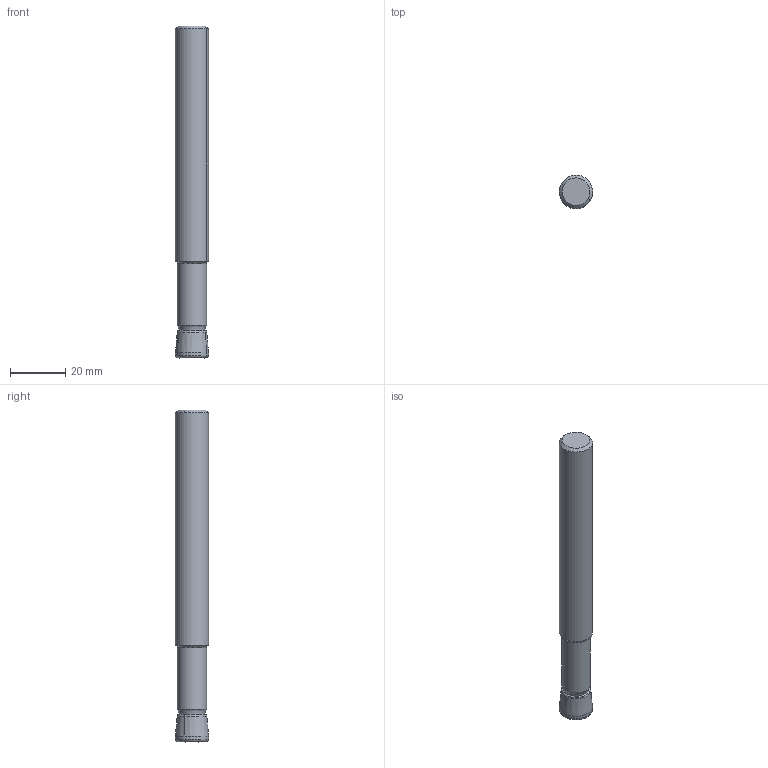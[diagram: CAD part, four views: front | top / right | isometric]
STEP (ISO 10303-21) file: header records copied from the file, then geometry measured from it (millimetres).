
FILE_DESCRIPTION(('CATIA V5 STEP Exchange'),'2;1');
FILE_NAME('Bm57874-FT_Kollisionsmodell_CEB00 TE12.012 Z02 120.stp','2019-08-28T11:23:23+00:00',('none'),('none'),'CATIA Version 5-6 Release 2016 SP5 HF39','CATIA V5 STEP AP203','none');
FILE_SCHEMA(('CONFIG_CONTROL_DESIGN'));
Length unit declared in the file: millimetre
Products named in the file (1): Part2
Bounding box: 12 x 12 x 120 mm (x, y, z)
Volume: 12750.2 mm3; surface area: 4601.2 mm2
Topology: 1 solids, 1 shells, 29 faces, 67 edges, 40 vertices
Faces by surface type: cone 8, revolution 6, cylinder 6, torus 6, sphere 2, plane 1
Entity records: 880 total; most frequent: CARTESIAN_POINT 278, ORIENTED_EDGE 112, DIRECTION 86, EDGE_CURVE 56, AXIS2_PLACEMENT_3D 52, CIRCLE 39, ADVANCED_FACE 29, EDGE_LOOP 29
